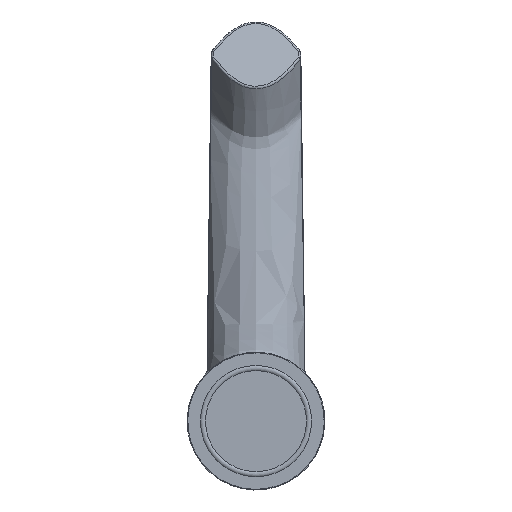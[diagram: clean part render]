
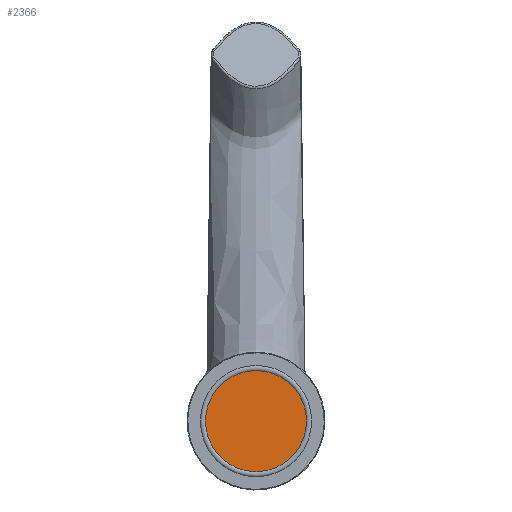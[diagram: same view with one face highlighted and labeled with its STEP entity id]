
A CAD part, front view. The second image highlights one B-rep face of the part: STEP entity #2366.
In plain terms, the highlighted planar face has unit normal (0, -1, 0).
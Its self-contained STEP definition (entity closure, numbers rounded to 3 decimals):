
#186=CIRCLE('',#2534,18.333);
#228=PLANE('',#2535);
#396=FACE_OUTER_BOUND('',#569,.T.);
#569=EDGE_LOOP('',(#1977));
#1056=VERTEX_POINT('',#9115);
#1375=EDGE_CURVE('',#1056,#1056,#186,.T.);
#1977=ORIENTED_EDGE('',*,*,#1375,.T.);
#2366=ADVANCED_FACE('',(#396),#228,.T.);
#2534=AXIS2_PLACEMENT_3D('',#9116,#2880,#2881);
#2535=AXIS2_PLACEMENT_3D('',#9117,#2882,#2883);
#2880=DIRECTION('center_axis',(0.,-1.,0.));
#2881=DIRECTION('ref_axis',(0.,0.,-1.));
#2882=DIRECTION('center_axis',(0.,-1.,0.));
#2883=DIRECTION('ref_axis',(-1.,0.,0.));
#9115=CARTESIAN_POINT('',(12.764,-74.453,-20.217));
#9116=CARTESIAN_POINT('Origin',(12.764,-74.453,-38.55));
#9117=CARTESIAN_POINT('Origin',(-9.236,-74.453,-38.55));
